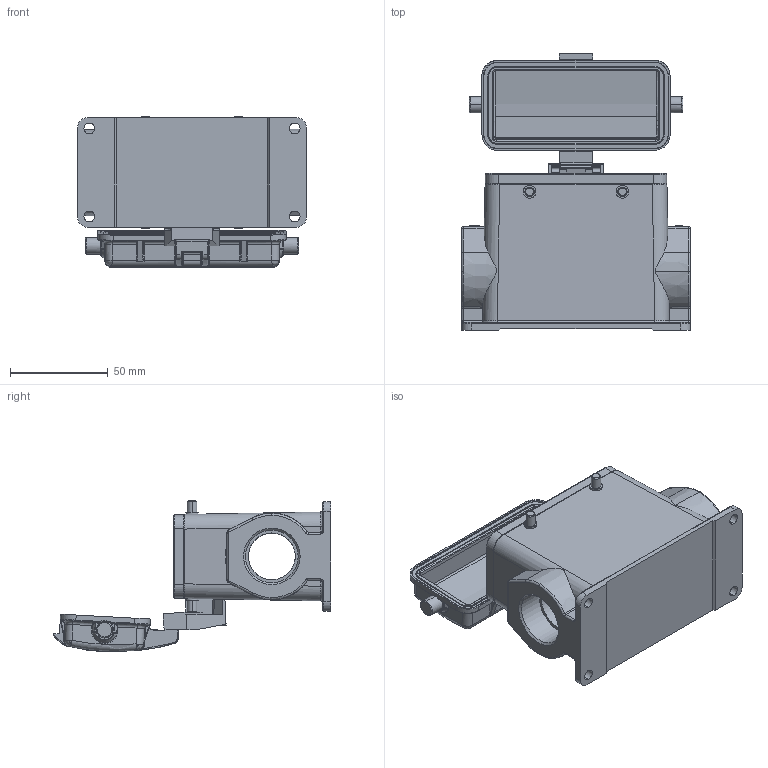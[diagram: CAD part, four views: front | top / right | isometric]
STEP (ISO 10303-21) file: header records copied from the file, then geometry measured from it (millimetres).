
FILE_DESCRIPTION(/* description */ (''),/* implementation_level */ '2;1');
FILE_NAME(/* name */ '3D_1240162705131_HV16B-SFH-4B-MCV-2PG21_V1.1.STP',/* time_stamp */ '2024-01-04T13:05:56+08:00',/* author */ (''),/* organization */ (''),/* preprocessor_version */ 'ST-DEVELOPER v18.1',/* originating_system */ 'SIEMENS PLM Software NX 1980',/* authorisation */ '');
FILE_SCHEMA (('AUTOMOTIVE_DESIGN { 1 0 10303 214 3 1 1 1 }'));
Length unit declared in the file: millimetre
Products named in the file (1): 14593830C5E2pqeu
Bounding box: 117 x 141.66 x 77.63 mm (x, y, z)
Volume: 185014.3 mm3; surface area: 78937.6 mm2
Topology: 7 solids, 12 shells, 1165 faces, 2918 edges, 1803 vertices
Faces by surface type: cylinder 413, plane 371, torus 208, bspline 93, cone 50, sphere 21, extrusion 9
Full cylindrical faces by diameter (mm): 24 x2, 26.9 x2
Entity records: 42206 total; most frequent: CARTESIAN_POINT 17384, ORIENTED_EDGE 5814, DIRECTION 4128, EDGE_CURVE 2907, VERTEX_POINT 1802, AXIS2_PLACEMENT_3D 1536, B_SPLINE_CURVE_WITH_KNOTS 1273, EDGE_LOOP 1223
